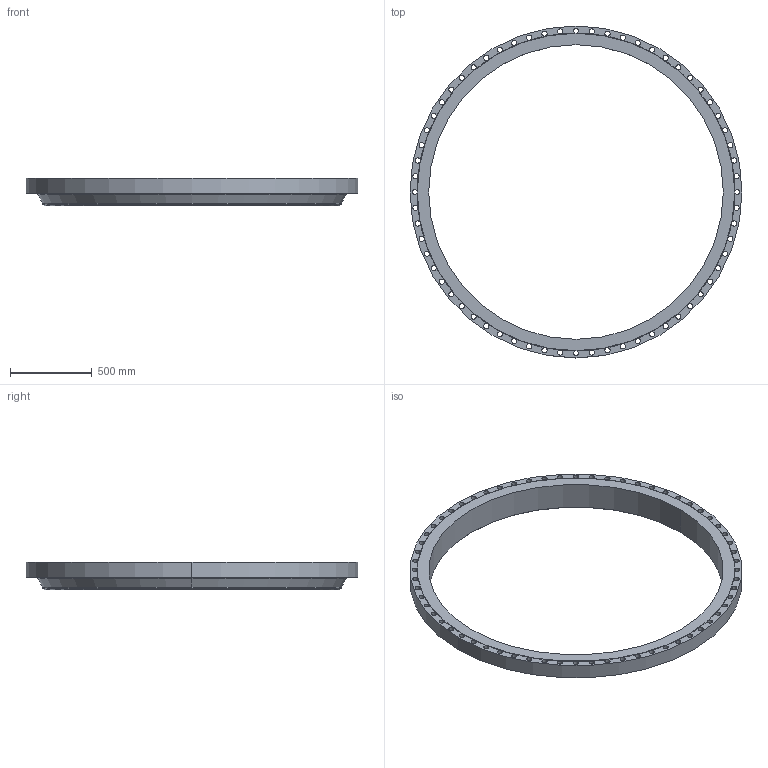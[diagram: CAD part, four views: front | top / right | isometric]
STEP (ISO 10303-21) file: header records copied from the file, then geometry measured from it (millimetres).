
FILE_DESCRIPTION (( 'STEP AP203' ), '1' );
FILE_NAME ('72_CL175_B161_RF_WNF_OB_XH.STEP', '2024-01-18T11:06:12', ( '' ), ( '' ), 'SwSTEP 2.0', 'SolidWorks 2023', '' );
FILE_SCHEMA (( 'CONFIG_CONTROL_DESIGN' ));
Length unit declared in the file: inch
Products named in the file (1): 72_CL175_B161_RF_WNF_OB_XH
Bounding box: 2032 x 2032 x 169.86 mm (x, y, z)
Volume: 70265515.5 mm3; surface area: 3686009 mm2
Topology: 1 solids, 1 shells, 146 faces, 544 edges, 338 vertices
Faces by surface type: cylinder 136, cone 4, plane 4, torus 2
Entity records: 6279 total; most frequent: DIRECTION 1242, ORIENTED_EDGE 1088, CARTESIAN_POINT 1029, AXIS2_PLACEMENT_3D 551, EDGE_CURVE 544, CIRCLE 404, VERTEX_POINT 338, EDGE_LOOP 214
